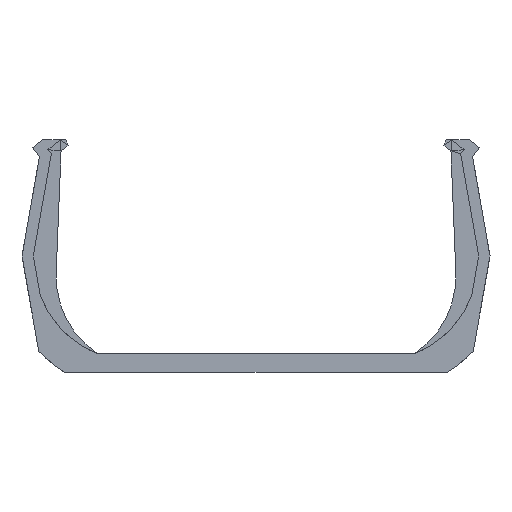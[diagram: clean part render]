
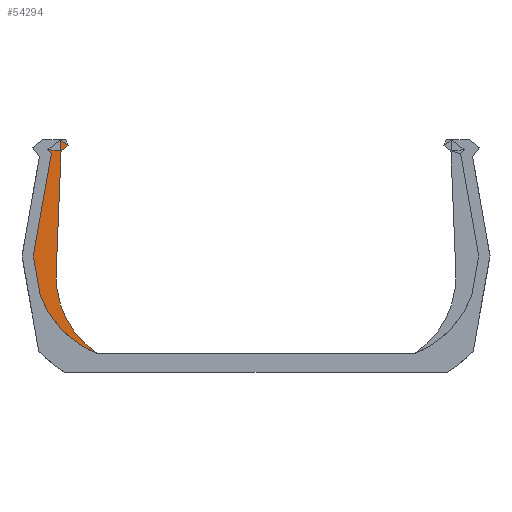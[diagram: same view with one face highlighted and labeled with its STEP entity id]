
A CAD part, front view. The second image highlights one B-rep face of the part: STEP entity #54294.
In plain terms, the highlighted planar face has unit normal (0, -1, 0).
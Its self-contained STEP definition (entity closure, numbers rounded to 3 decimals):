
#131=PLANE('',#59153);
#4769=FACE_OUTER_BOUND('',#9027,.T.);
#9027=EDGE_LOOP('',(#40321,#40322,#40323,#40324,#40325,#40326,#40327,#40328,
#40329,#40330,#40331,#40332));
#13591=LINE('',#82216,#20673);
#13941=LINE('',#82919,#21023);
#13942=LINE('',#82921,#21024);
#13943=LINE('',#82923,#21025);
#13944=LINE('',#82925,#21026);
#13945=LINE('',#82927,#21027);
#13946=LINE('',#82929,#21028);
#13947=LINE('',#82931,#21029);
#13948=LINE('',#82932,#21030);
#20673=VECTOR('',#65109,10.);
#21023=VECTOR('',#65623,10.);
#21024=VECTOR('',#65624,10.);
#21025=VECTOR('',#65625,10.);
#21026=VECTOR('',#65626,10.);
#21027=VECTOR('',#65627,10.);
#21028=VECTOR('',#65628,10.);
#21029=VECTOR('',#65629,10.);
#21030=VECTOR('',#65630,10.);
#27399=CIRCLE('',#58763,10.);
#27400=CIRCLE('',#58765,10.99);
#27401=CIRCLE('',#58766,10.99);
#27994=VERTEX_POINT('',#81158);
#27995=VERTEX_POINT('',#81160);
#27996=VERTEX_POINT('',#81164);
#27997=VERTEX_POINT('',#81166);
#28473=VERTEX_POINT('',#82214);
#28744=VERTEX_POINT('',#82918);
#28745=VERTEX_POINT('',#82920);
#28746=VERTEX_POINT('',#82922);
#28747=VERTEX_POINT('',#82924);
#28748=VERTEX_POINT('',#82926);
#28749=VERTEX_POINT('',#82928);
#28750=VERTEX_POINT('',#82930);
#31489=EDGE_CURVE('',#27995,#27994,#27399,.F.);
#31491=EDGE_CURVE('',#27995,#27996,#27400,.T.);
#31492=EDGE_CURVE('',#27996,#27997,#27401,.T.);
#32017=EDGE_CURVE('',#27994,#28473,#13591,.T.);
#32368=EDGE_CURVE('',#28473,#28744,#13941,.T.);
#32369=EDGE_CURVE('',#28745,#28744,#13942,.T.);
#32370=EDGE_CURVE('',#28745,#28746,#13943,.T.);
#32371=EDGE_CURVE('',#28747,#28746,#13944,.T.);
#32372=EDGE_CURVE('',#28747,#28748,#13945,.T.);
#32373=EDGE_CURVE('',#28749,#28748,#13946,.T.);
#32374=EDGE_CURVE('',#28750,#28749,#13947,.T.);
#32375=EDGE_CURVE('',#27997,#28750,#13948,.T.);
#40321=ORIENTED_EDGE('',*,*,#32017,.T.);
#40322=ORIENTED_EDGE('',*,*,#32368,.T.);
#40323=ORIENTED_EDGE('',*,*,#32369,.F.);
#40324=ORIENTED_EDGE('',*,*,#32370,.T.);
#40325=ORIENTED_EDGE('',*,*,#32371,.F.);
#40326=ORIENTED_EDGE('',*,*,#32372,.T.);
#40327=ORIENTED_EDGE('',*,*,#32373,.F.);
#40328=ORIENTED_EDGE('',*,*,#32374,.F.);
#40329=ORIENTED_EDGE('',*,*,#32375,.F.);
#40330=ORIENTED_EDGE('',*,*,#31492,.F.);
#40331=ORIENTED_EDGE('',*,*,#31491,.F.);
#40332=ORIENTED_EDGE('',*,*,#31489,.T.);
#54294=ADVANCED_FACE('',(#4769),#131,.T.);
#58763=AXIS2_PLACEMENT_3D('',#81161,#64223,#64224);
#58765=AXIS2_PLACEMENT_3D('',#81165,#64228,#64229);
#58766=AXIS2_PLACEMENT_3D('',#81167,#64230,#64231);
#59153=AXIS2_PLACEMENT_3D('',#82917,#65621,#65622);
#64223=DIRECTION('center_axis',(0.,-1.,0.));
#64224=DIRECTION('ref_axis',(-0.557,0.,-0.83));
#64228=DIRECTION('center_axis',(0.,1.,0.));
#64229=DIRECTION('ref_axis',(-1.,0.,0.028));
#64230=DIRECTION('center_axis',(0.,1.,0.));
#64231=DIRECTION('ref_axis',(-1.,0.,0.028));
#65109=DIRECTION('',(0.04,0.,0.999));
#65621=DIRECTION('center_axis',(0.,-1.,0.));
#65622=DIRECTION('ref_axis',(1.,0.,0.));
#65623=DIRECTION('',(0.174,0.,0.985));
#65624=DIRECTION('',(-0.781,0.,-0.625));
#65625=DIRECTION('',(-0.795,0.,0.606));
#65626=DIRECTION('',(-0.056,0.,0.998));
#65627=DIRECTION('',(-0.994,0.,0.11));
#65628=DIRECTION('',(-0.625,0.,0.781));
#65629=DIRECTION('',(0.174,0.,0.985));
#65630=DIRECTION('',(-0.174,0.,0.985));
#81158=CARTESIAN_POINT('',(-58.802,3.,-127.298));
#81160=CARTESIAN_POINT('',(-54.384,3.,-136.));
#81161=CARTESIAN_POINT('Origin',(-48.81,3.,-127.698));
#81164=CARTESIAN_POINT('',(-59.009,3.,-132.472));
#81165=CARTESIAN_POINT('Origin',(-50.268,3.,-125.81));
#81166=CARTESIAN_POINT('',(-60.485,3.,-129.859));
#81167=CARTESIAN_POINT('Origin',(-50.268,3.,-125.81));
#82214=CARTESIAN_POINT('',(-58.286,3.,-114.429));
#82216=CARTESIAN_POINT('',(-58.278,3.,-114.225));
#82917=CARTESIAN_POINT('Origin',(-59.262,3.,-123.45));
#82918=CARTESIAN_POINT('',(-58.246,3.,-114.199));
#82919=CARTESIAN_POINT('',(-58.334,3.,-114.699));
#82920=CARTESIAN_POINT('',(-57.527,3.,-113.625));
#82921=CARTESIAN_POINT('',(-57.527,3.,-113.625));
#82922=CARTESIAN_POINT('',(-58.347,3.,-113.));
#82923=CARTESIAN_POINT('',(-57.527,3.,-113.625));
#82924=CARTESIAN_POINT('',(-58.278,3.,-114.225));
#82925=CARTESIAN_POINT('',(-58.278,3.,-114.225));
#82926=CARTESIAN_POINT('',(-59.684,3.,-114.069));
#82927=CARTESIAN_POINT('',(-58.278,3.,-114.225));
#82928=CARTESIAN_POINT('',(-59.319,3.,-114.525));
#82929=CARTESIAN_POINT('',(-59.319,3.,-114.525));
#82930=CARTESIAN_POINT('',(-61.254,3.,-125.5));
#82931=CARTESIAN_POINT('',(-59.277,3.,-114.291));
#82932=CARTESIAN_POINT('',(-62.173,3.,-120.287));
